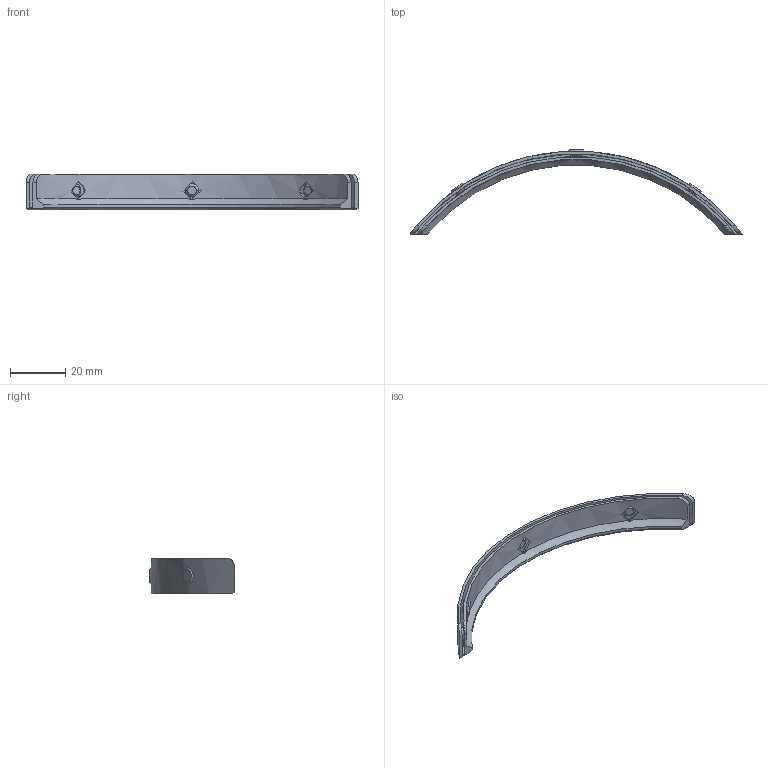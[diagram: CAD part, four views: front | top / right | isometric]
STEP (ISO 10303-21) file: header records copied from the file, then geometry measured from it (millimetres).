
FILE_DESCRIPTION((''),'2;1');
FILE_NAME('PRT0003','2020-03-26T14:45:31',('spb'),(''),'CREO PARAMETRIC BY PTC INC, 2018100','CREO PARAMETRIC BY PTC INC, 2018100','');
FILE_SCHEMA(('CONFIG_CONTROL_DESIGN'));
Length unit declared in the file: millimetre
Products named in the file (1): PRT0003
Bounding box: 120.06 x 30.57 x 13 mm (x, y, z)
Volume: 4307.3 mm3; surface area: 7770.4 mm2
Topology: 1 solids, 1 shells, 76 faces, 201 edges, 130 vertices
Faces by surface type: plane 29, bspline 26, cylinder 15, extrusion 4, cone 2
Entity records: 3757 total; most frequent: CARTESIAN_POINT 2121, ORIENTED_EDGE 402, EDGE_CURVE 201, DIRECTION 200, VERTEX_POINT 130, B_SPLINE_CURVE_WITH_KNOTS 125, EDGE_LOOP 85, FACE_OUTER_BOUND 76
